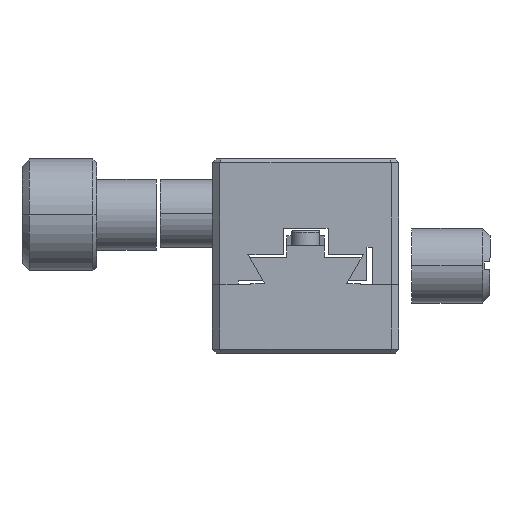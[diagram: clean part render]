
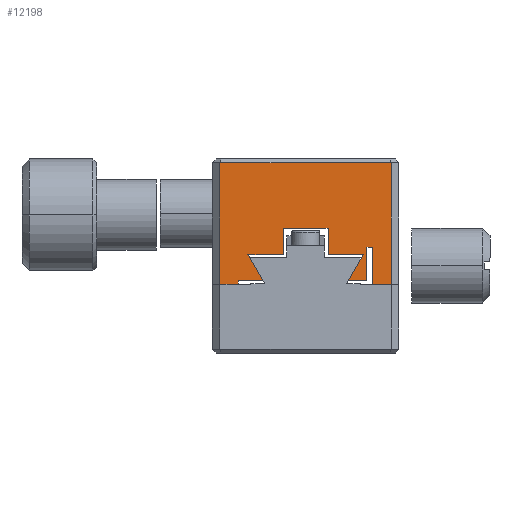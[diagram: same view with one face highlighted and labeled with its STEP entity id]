
A CAD part, front view. The second image highlights one B-rep face of the part: STEP entity #12198.
In plain terms, the highlighted planar face has unit normal (0, -1, 0).
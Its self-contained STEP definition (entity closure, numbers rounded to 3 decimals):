
#45 = CARTESIAN_POINT ( 'NONE',  ( -12.5, -121., 16.7 ) ) ;
#101 = LINE ( 'NONE', #2372, #13464 ) ;
#117 = VERTEX_POINT ( 'NONE', #13474 ) ;
#145 = VECTOR ( 'NONE', #14292, 1000. ) ;
#459 = VECTOR ( 'NONE', #13088, 1000. ) ;
#522 = EDGE_CURVE ( 'NONE', #5840, #117, #8875, .T. ) ;
#560 = ORIENTED_EDGE ( 'NONE', *, *, #12069, .F. ) ;
#699 = CARTESIAN_POINT ( 'NONE',  ( -3.5, -121., 14.2 ) ) ;
#701 = CARTESIAN_POINT ( 'NONE',  ( -1., -121., 25.5 ) ) ;
#894 = VERTEX_POINT ( 'NONE', #13132 ) ;
#995 = PLANE ( 'NONE',  #10729 ) ;
#1034 = VECTOR ( 'NONE', #7297, 1000. ) ;
#1295 = CARTESIAN_POINT ( 'NONE',  ( -12.5, -121., 9.7 ) ) ;
#1320 = VECTOR ( 'NONE', #4398, 1000. ) ;
#1369 = VECTOR ( 'NONE', #7194, 1000. ) ;
#1379 = DIRECTION ( 'NONE',  ( 0., 0., -1. ) ) ;
#1452 = CARTESIAN_POINT ( 'NONE',  ( -12.5, -121., 9.2 ) ) ;
#1491 = VERTEX_POINT ( 'NONE', #4439 ) ;
#1544 = VECTOR ( 'NONE', #7326, 1000. ) ;
#1597 = EDGE_CURVE ( 'NONE', #2675, #8622, #11130, .T. ) ;
#1743 = CARTESIAN_POINT ( 'NONE',  ( -4.769, -121., 13.2 ) ) ;
#1838 = ORIENTED_EDGE ( 'NONE', *, *, #10646, .F. ) ;
#1852 = VERTEX_POINT ( 'NONE', #12042 ) ;
#1875 = VERTEX_POINT ( 'NONE', #2327 ) ;
#1973 = VERTEX_POINT ( 'NONE', #3167 ) ;
#2119 = DIRECTION ( 'NONE',  ( 0., 0., -1. ) ) ;
#2204 = EDGE_CURVE ( 'NONE', #11476, #4429, #9878, .T. ) ;
#2327 = CARTESIAN_POINT ( 'NONE',  ( -18.21, -121., 9.7 ) ) ;
#2372 = CARTESIAN_POINT ( 'NONE',  ( -12.5, -121., 13.2 ) ) ;
#2379 = EDGE_CURVE ( 'NONE', #4429, #2675, #6698, .T. ) ;
#2675 = VERTEX_POINT ( 'NONE', #2907 ) ;
#2720 = EDGE_CURVE ( 'NONE', #8622, #894, #101, .T. ) ;
#2742 = VECTOR ( 'NONE', #14241, 1000. ) ;
#2907 = CARTESIAN_POINT ( 'NONE',  ( -6.79, -121., 9.7 ) ) ;
#2922 = CARTESIAN_POINT ( 'NONE',  ( -4.3, -121., 17.35 ) ) ;
#3109 = ORIENTED_EDGE ( 'NONE', *, *, #4485, .T. ) ;
#3167 = CARTESIAN_POINT ( 'NONE',  ( -9.5, -121., 16.7 ) ) ;
#3260 = LINE ( 'NONE', #9454, #5673 ) ;
#3339 = VECTOR ( 'NONE', #6781, 1000. ) ;
#3409 = DIRECTION ( 'NONE',  ( -1., 0., 0. ) ) ;
#3445 = CARTESIAN_POINT ( 'NONE',  ( -12.5, -121., 13.2 ) ) ;
#3635 = CARTESIAN_POINT ( 'NONE',  ( -21.5, -121., 9.45 ) ) ;
#3948 = CARTESIAN_POINT ( 'NONE',  ( -12.5, -121., 25.5 ) ) ;
#4056 = VERTEX_POINT ( 'NONE', #7385 ) ;
#4131 = ORIENTED_EDGE ( 'NONE', *, *, #5891, .T. ) ;
#4398 = DIRECTION ( 'NONE',  ( 1., 0., 0. ) ) ;
#4429 = VERTEX_POINT ( 'NONE', #7497 ) ;
#4439 = CARTESIAN_POINT ( 'NONE',  ( -21.5, -121., 9.7 ) ) ;
#4485 = EDGE_CURVE ( 'NONE', #11476, #15657, #14928, .T. ) ;
#4652 = ORIENTED_EDGE ( 'NONE', *, *, #2204, .F. ) ;
#4686 = VECTOR ( 'NONE', #13316, 1000. ) ;
#4896 = EDGE_CURVE ( 'NONE', #1875, #1491, #12556, .T. ) ;
#5003 = EDGE_CURVE ( 'NONE', #8327, #1491, #13877, .T. ) ;
#5103 = LINE ( 'NONE', #5614, #145 ) ;
#5151 = CARTESIAN_POINT ( 'NONE',  ( -15.5, -121., 17.35 ) ) ;
#5614 = CARTESIAN_POINT ( 'NONE',  ( -12.5, -121., 9.2 ) ) ;
#5673 = VECTOR ( 'NONE', #7662, 1000. ) ;
#5679 = DIRECTION ( 'NONE',  ( -1., 0., 0. ) ) ;
#5690 = ORIENTED_EDGE ( 'NONE', *, *, #5708, .F. ) ;
#5708 = EDGE_CURVE ( 'NONE', #11134, #1852, #14438, .T. ) ;
#5811 = CARTESIAN_POINT ( 'NONE',  ( -21.5, -121., 9.2 ) ) ;
#5840 = VERTEX_POINT ( 'NONE', #15312 ) ;
#5891 = EDGE_CURVE ( 'NONE', #11134, #7009, #6860, .T. ) ;
#5936 = ORIENTED_EDGE ( 'NONE', *, *, #13189, .T. ) ;
#6416 = DIRECTION ( 'NONE',  ( -1., 0., 0. ) ) ;
#6698 = LINE ( 'NONE', #15618, #14324 ) ;
#6700 = ORIENTED_EDGE ( 'NONE', *, *, #2720, .F. ) ;
#6781 = DIRECTION ( 'NONE',  ( 0.5, 0., 0.866 ) ) ;
#6860 = LINE ( 'NONE', #3948, #1034 ) ;
#7009 = VERTEX_POINT ( 'NONE', #12948 ) ;
#7194 = DIRECTION ( 'NONE',  ( 0., 0., -1. ) ) ;
#7297 = DIRECTION ( 'NONE',  ( -1., 0., 0. ) ) ;
#7303 = EDGE_CURVE ( 'NONE', #13881, #5840, #10047, .T. ) ;
#7326 = DIRECTION ( 'NONE',  ( 0., 0., 1. ) ) ;
#7385 = CARTESIAN_POINT ( 'NONE',  ( -24., -121., 9.2 ) ) ;
#7497 = CARTESIAN_POINT ( 'NONE',  ( -4.3, -121., 9.7 ) ) ;
#7662 = DIRECTION ( 'NONE',  ( 0., 0., 1. ) ) ;
#7686 = VECTOR ( 'NONE', #10656, 1000. ) ;
#7972 = VECTOR ( 'NONE', #2119, 1000. ) ;
#8012 = EDGE_CURVE ( 'NONE', #894, #1973, #8610, .T. ) ;
#8105 = EDGE_CURVE ( 'NONE', #117, #1875, #12902, .T. ) ;
#8276 = ORIENTED_EDGE ( 'NONE', *, *, #8012, .F. ) ;
#8327 = VERTEX_POINT ( 'NONE', #5811 ) ;
#8340 = ORIENTED_EDGE ( 'NONE', *, *, #8105, .F. ) ;
#8375 = EDGE_CURVE ( 'NONE', #8327, #4056, #13987, .T. ) ;
#8610 = LINE ( 'NONE', #11137, #10432 ) ;
#8622 = VERTEX_POINT ( 'NONE', #1743 ) ;
#8875 = LINE ( 'NONE', #3445, #13713 ) ;
#9136 = DIRECTION ( 'NONE',  ( -1., 0., 0. ) ) ;
#9155 = CARTESIAN_POINT ( 'NONE',  ( -4.3, -121., 14.2 ) ) ;
#9454 = CARTESIAN_POINT ( 'NONE',  ( -24., -121., 17.35 ) ) ;
#9629 = ORIENTED_EDGE ( 'NONE', *, *, #522, .F. ) ;
#9878 = LINE ( 'NONE', #2922, #7972 ) ;
#10047 = LINE ( 'NONE', #5151, #1369 ) ;
#10110 = CARTESIAN_POINT ( 'NONE',  ( -3.9, -121., 14.2 ) ) ;
#10331 = ORIENTED_EDGE ( 'NONE', *, *, #5003, .T. ) ;
#10432 = VECTOR ( 'NONE', #15228, 1000. ) ;
#10646 = EDGE_CURVE ( 'NONE', #14712, #15657, #15739, .T. ) ;
#10656 = DIRECTION ( 'NONE',  ( 0.5, 0., -0.866 ) ) ;
#10729 = AXIS2_PLACEMENT_3D ( 'NONE', #11731, #11771, #6416 ) ;
#11130 = LINE ( 'NONE', #11390, #3339 ) ;
#11134 = VERTEX_POINT ( 'NONE', #701 ) ;
#11137 = CARTESIAN_POINT ( 'NONE',  ( -9.5, -121., 17.35 ) ) ;
#11390 = CARTESIAN_POINT ( 'NONE',  ( -4.769, -121., 13.2 ) ) ;
#11476 = VERTEX_POINT ( 'NONE', #9155 ) ;
#11659 = CARTESIAN_POINT ( 'NONE',  ( -18.21, -121., 9.7 ) ) ;
#11731 = CARTESIAN_POINT ( 'NONE',  ( -1., -121., 9.2 ) ) ;
#11771 = DIRECTION ( 'NONE',  ( 0., 1., 0. ) ) ;
#11815 = ORIENTED_EDGE ( 'NONE', *, *, #2379, .F. ) ;
#11932 = CARTESIAN_POINT ( 'NONE',  ( -15.5, -121., 16.7 ) ) ;
#12042 = CARTESIAN_POINT ( 'NONE',  ( -1., -121., 9.2 ) ) ;
#12069 = EDGE_CURVE ( 'NONE', #1852, #14712, #5103, .T. ) ;
#12070 = ORIENTED_EDGE ( 'NONE', *, *, #14843, .F. ) ;
#12198 = ADVANCED_FACE ( 'NONE', ( #12285 ), #995, .F. ) ;
#12285 = FACE_OUTER_BOUND ( 'NONE', #12648, .T. ) ;
#12319 = LINE ( 'NONE', #45, #1320 ) ;
#12387 = ORIENTED_EDGE ( 'NONE', *, *, #1597, .F. ) ;
#12556 = LINE ( 'NONE', #1295, #4686 ) ;
#12567 = ORIENTED_EDGE ( 'NONE', *, *, #7303, .F. ) ;
#12648 = EDGE_LOOP ( 'NONE', ( #560, #5690, #4131, #12070, #13579, #10331, #13330, #8340, #9629, #12567, #5936, #8276, #6700, #12387, #11815, #4652, #3109, #1838 ) ) ;
#12666 = CARTESIAN_POINT ( 'NONE',  ( -3.5, -121., 17.35 ) ) ;
#12902 = LINE ( 'NONE', #11659, #7686 ) ;
#12948 = CARTESIAN_POINT ( 'NONE',  ( -24., -121., 25.5 ) ) ;
#13088 = DIRECTION ( 'NONE',  ( 0., 0., 1. ) ) ;
#13132 = CARTESIAN_POINT ( 'NONE',  ( -9.5, -121., 13.2 ) ) ;
#13189 = EDGE_CURVE ( 'NONE', #13881, #1973, #12319, .T. ) ;
#13316 = DIRECTION ( 'NONE',  ( -1., 0., 0. ) ) ;
#13330 = ORIENTED_EDGE ( 'NONE', *, *, #4896, .F. ) ;
#13388 = CARTESIAN_POINT ( 'NONE',  ( -1., -121., 17.35 ) ) ;
#13464 = VECTOR ( 'NONE', #3409, 1000. ) ;
#13474 = CARTESIAN_POINT ( 'NONE',  ( -20.231, -121., 13.2 ) ) ;
#13579 = ORIENTED_EDGE ( 'NONE', *, *, #8375, .F. ) ;
#13713 = VECTOR ( 'NONE', #9136, 1000. ) ;
#13877 = LINE ( 'NONE', #3635, #459 ) ;
#13881 = VERTEX_POINT ( 'NONE', #11932 ) ;
#13987 = LINE ( 'NONE', #1452, #2742 ) ;
#14125 = DIRECTION ( 'NONE',  ( 1., 0., 0. ) ) ;
#14135 = VECTOR ( 'NONE', #14125, 1000. ) ;
#14241 = DIRECTION ( 'NONE',  ( -1., 0., 0. ) ) ;
#14292 = DIRECTION ( 'NONE',  ( -1., 0., 0. ) ) ;
#14324 = VECTOR ( 'NONE', #5679, 1000. ) ;
#14438 = LINE ( 'NONE', #13388, #15601 ) ;
#14712 = VERTEX_POINT ( 'NONE', #15757 ) ;
#14843 = EDGE_CURVE ( 'NONE', #4056, #7009, #3260, .T. ) ;
#14928 = LINE ( 'NONE', #10110, #14135 ) ;
#15228 = DIRECTION ( 'NONE',  ( 0., 0., 1. ) ) ;
#15312 = CARTESIAN_POINT ( 'NONE',  ( -15.5, -121., 13.2 ) ) ;
#15601 = VECTOR ( 'NONE', #1379, 1000. ) ;
#15618 = CARTESIAN_POINT ( 'NONE',  ( -12.5, -121., 9.7 ) ) ;
#15657 = VERTEX_POINT ( 'NONE', #699 ) ;
#15739 = LINE ( 'NONE', #12666, #1544 ) ;
#15757 = CARTESIAN_POINT ( 'NONE',  ( -3.5, -121., 9.2 ) ) ;
